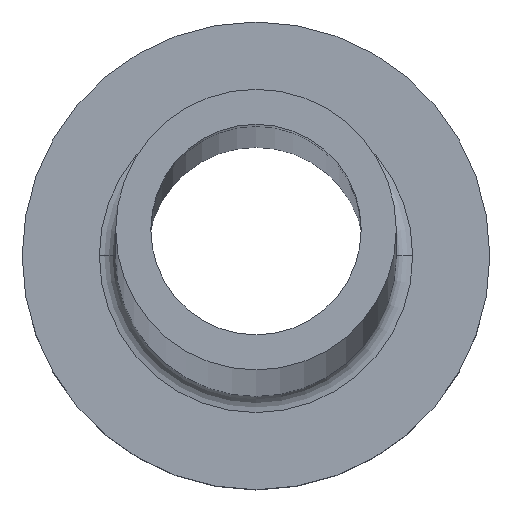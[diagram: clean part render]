
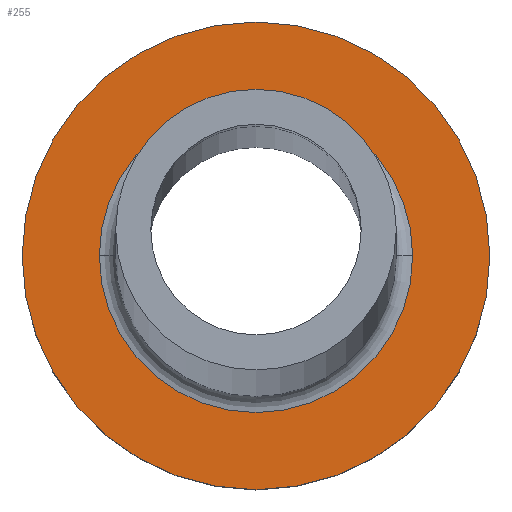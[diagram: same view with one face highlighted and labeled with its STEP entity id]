
A CAD part, top view. The second image highlights one B-rep face of the part: STEP entity #255.
In plain terms, the highlighted planar face has unit normal (0, 0, 1).
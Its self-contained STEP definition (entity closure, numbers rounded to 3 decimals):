
#8 = EDGE_LOOP ( 'NONE', ( #139, #45 ) ) ;
#15 = EDGE_LOOP ( 'NONE', ( #199, #276 ) ) ;
#36 = CARTESIAN_POINT ( 'NONE',  ( 6.7, 0., 7. ) ) ;
#45 = ORIENTED_EDGE ( 'NONE', *, *, #78, .T. ) ;
#48 = VERTEX_POINT ( 'NONE', #451 ) ;
#50 = DIRECTION ( 'NONE',  ( 1., 0., 0. ) ) ;
#78 = EDGE_CURVE ( 'NONE', #48, #232, #455, .T. ) ;
#94 = DIRECTION ( 'NONE',  ( 0., 0., 1. ) ) ;
#97 = FACE_OUTER_BOUND ( 'NONE', #15, .T. ) ;
#103 = CIRCLE ( 'NONE', #286, 10. ) ;
#110 = EDGE_CURVE ( 'NONE', #232, #48, #181, .T. ) ;
#117 = CARTESIAN_POINT ( 'NONE',  ( 0., 0., 7. ) ) ;
#139 = ORIENTED_EDGE ( 'NONE', *, *, #110, .T. ) ;
#154 = EDGE_CURVE ( 'NONE', #445, #444, #103, .T. ) ;
#155 = DIRECTION ( 'NONE',  ( 0., 0., -1. ) ) ;
#177 = CARTESIAN_POINT ( 'NONE',  ( 0., 0., 7. ) ) ;
#178 = DIRECTION ( 'NONE',  ( 0., 0., -1. ) ) ;
#181 = CIRCLE ( 'NONE', #351, 6.7 ) ;
#184 = EDGE_CURVE ( 'NONE', #444, #445, #365, .T. ) ;
#199 = ORIENTED_EDGE ( 'NONE', *, *, #154, .T. ) ;
#203 = CARTESIAN_POINT ( 'NONE',  ( 10., 0., 7. ) ) ;
#230 = AXIS2_PLACEMENT_3D ( 'NONE', #177, #178, #244 ) ;
#232 = VERTEX_POINT ( 'NONE', #36 ) ;
#244 = DIRECTION ( 'NONE',  ( 1., 0., 0. ) ) ;
#254 = DIRECTION ( 'NONE',  ( 1., 0., 0. ) ) ;
#255 = ADVANCED_FACE ( 'NONE', ( #401, #97 ), #303, .T. ) ;
#276 = ORIENTED_EDGE ( 'NONE', *, *, #184, .T. ) ;
#280 = AXIS2_PLACEMENT_3D ( 'NONE', #117, #460, #254 ) ;
#286 = AXIS2_PLACEMENT_3D ( 'NONE', #390, #461, #325 ) ;
#290 = CARTESIAN_POINT ( 'NONE',  ( 0., 0., 7. ) ) ;
#303 = PLANE ( 'NONE',  #419 ) ;
#325 = DIRECTION ( 'NONE',  ( 1., 0., 0. ) ) ;
#336 = CARTESIAN_POINT ( 'NONE',  ( -10., 0., 7. ) ) ;
#351 = AXIS2_PLACEMENT_3D ( 'NONE', #290, #155, #396 ) ;
#365 = CIRCLE ( 'NONE', #280, 10. ) ;
#368 = CARTESIAN_POINT ( 'NONE',  ( 0., 0., 7. ) ) ;
#390 = CARTESIAN_POINT ( 'NONE',  ( 0., 0., 7. ) ) ;
#396 = DIRECTION ( 'NONE',  ( 1., 0., 0. ) ) ;
#401 = FACE_BOUND ( 'NONE', #8, .T. ) ;
#419 = AXIS2_PLACEMENT_3D ( 'NONE', #368, #94, #50 ) ;
#444 = VERTEX_POINT ( 'NONE', #203 ) ;
#445 = VERTEX_POINT ( 'NONE', #336 ) ;
#451 = CARTESIAN_POINT ( 'NONE',  ( -6.7, 0., 7. ) ) ;
#455 = CIRCLE ( 'NONE', #230, 6.7 ) ;
#460 = DIRECTION ( 'NONE',  ( 0., 0., 1. ) ) ;
#461 = DIRECTION ( 'NONE',  ( 0., 0., 1. ) ) ;
